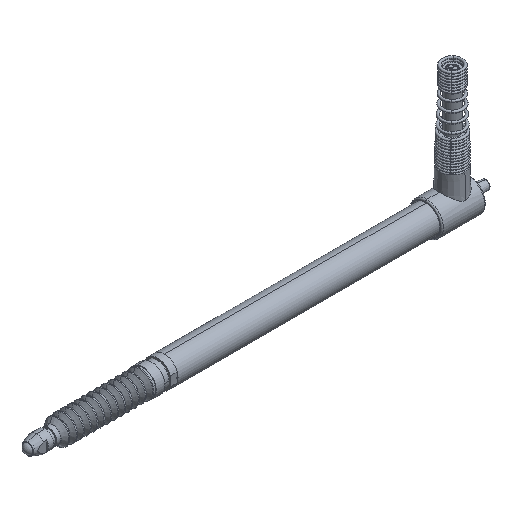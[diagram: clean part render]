
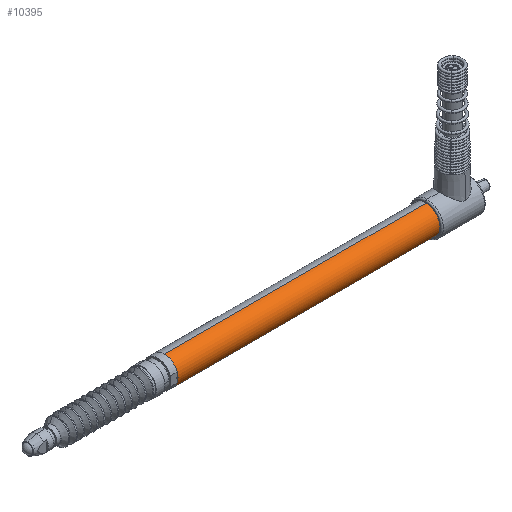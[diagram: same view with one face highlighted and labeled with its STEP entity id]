
A CAD part, isometric view. The second image highlights one B-rep face of the part: STEP entity #10395.
In plain terms, the highlighted cylindrical face has radius 4 mm (diameter 8 mm), a partial arc.
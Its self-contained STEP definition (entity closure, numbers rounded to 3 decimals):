
#89 = CARTESIAN_POINT ( 'NONE',  ( -3.552, 0., 4. ) ) ;
#201 = AXIS2_PLACEMENT_3D ( 'NONE', #5393, #11875, #9749 ) ;
#265 = CARTESIAN_POINT ( 'NONE',  ( -3.552, -3.75, 1.392 ) ) ;
#412 = VECTOR ( 'NONE', #10781, 1000. ) ;
#498 = VECTOR ( 'NONE', #3189, 1000. ) ;
#508 = CARTESIAN_POINT ( 'NONE',  ( -3.552, -3.75, -1.392 ) ) ;
#646 = VERTEX_POINT ( 'NONE', #508 ) ;
#1232 = CARTESIAN_POINT ( 'NONE',  ( -335.793, -3.75, -1.392 ) ) ;
#1620 = FACE_OUTER_BOUND ( 'NONE', #8890, .T. ) ;
#1639 = AXIS2_PLACEMENT_3D ( 'NONE', #12620, #2905, #11428 ) ;
#1690 = EDGE_CURVE ( 'NONE', #3183, #7488, #6295, .T. ) ;
#1713 = DIRECTION ( 'NONE',  ( 0., 0., 1. ) ) ;
#2905 = DIRECTION ( 'NONE',  ( -1., 0., 0. ) ) ;
#3183 = VERTEX_POINT ( 'NONE', #89 ) ;
#3189 = DIRECTION ( 'NONE',  ( -1., 0., 0. ) ) ;
#3204 = CARTESIAN_POINT ( 'NONE',  ( -335.793, 0., 4. ) ) ;
#3417 = VERTEX_POINT ( 'NONE', #9396 ) ;
#3450 = ORIENTED_EDGE ( 'NONE', *, *, #10470, .F. ) ;
#4091 = AXIS2_PLACEMENT_3D ( 'NONE', #8241, #13496, #1713 ) ;
#4121 = ORIENTED_EDGE ( 'NONE', *, *, #11758, .F. ) ;
#4851 = LINE ( 'NONE', #1232, #412 ) ;
#5036 = DIRECTION ( 'NONE',  ( 0., 0., -1. ) ) ;
#5314 = AXIS2_PLACEMENT_3D ( 'NONE', #13878, #12803, #5036 ) ;
#5393 = CARTESIAN_POINT ( 'NONE',  ( -85., 0., 0. ) ) ;
#5801 = ORIENTED_EDGE ( 'NONE', *, *, #10518, .T. ) ;
#6295 = LINE ( 'NONE', #3204, #8138 ) ;
#6301 = CIRCLE ( 'NONE', #201, 4. ) ;
#6547 = CARTESIAN_POINT ( 'NONE',  ( -3.552, 0., -4. ) ) ;
#6614 = EDGE_CURVE ( 'NONE', #13039, #3183, #11373, .T. ) ;
#6858 = ORIENTED_EDGE ( 'NONE', *, *, #8014, .F. ) ;
#6899 = CIRCLE ( 'NONE', #5314, 4. ) ;
#6904 = ORIENTED_EDGE ( 'NONE', *, *, #1690, .T. ) ;
#7379 = VERTEX_POINT ( 'NONE', #11487 ) ;
#7393 = VECTOR ( 'NONE', #7863, 1000. ) ;
#7447 = VERTEX_POINT ( 'NONE', #6547 ) ;
#7488 = VERTEX_POINT ( 'NONE', #10868 ) ;
#7647 = LINE ( 'NONE', #8721, #498 ) ;
#7787 = AXIS2_PLACEMENT_3D ( 'NONE', #9929, #10072, #9006 ) ;
#7863 = DIRECTION ( 'NONE',  ( -1., 0., 0. ) ) ;
#8014 = EDGE_CURVE ( 'NONE', #7447, #7379, #10157, .T. ) ;
#8138 = VECTOR ( 'NONE', #13926, 1000. ) ;
#8241 = CARTESIAN_POINT ( 'NONE',  ( -3.552, 0., 0. ) ) ;
#8721 = CARTESIAN_POINT ( 'NONE',  ( -335.793, -3.75, 1.392 ) ) ;
#8754 = EDGE_CURVE ( 'NONE', #13112, #646, #4851, .T. ) ;
#8890 = EDGE_LOOP ( 'NONE', ( #6858, #5801, #11327, #4121, #3450, #13823, #6904, #9575 ) ) ;
#9006 = DIRECTION ( 'NONE',  ( 0., 0., 1. ) ) ;
#9148 = EDGE_CURVE ( 'NONE', #7379, #7488, #6301, .T. ) ;
#9396 = CARTESIAN_POINT ( 'NONE',  ( -4., -3.75, 1.392 ) ) ;
#9575 = ORIENTED_EDGE ( 'NONE', *, *, #9148, .F. ) ;
#9749 = DIRECTION ( 'NONE',  ( 0., 0., 1. ) ) ;
#9842 = CIRCLE ( 'NONE', #7787, 4. ) ;
#9929 = CARTESIAN_POINT ( 'NONE',  ( -3.552, 0., 0. ) ) ;
#10072 = DIRECTION ( 'NONE',  ( -1., 0., 0. ) ) ;
#10084 = CARTESIAN_POINT ( 'NONE',  ( -335.793, 0., -4. ) ) ;
#10157 = LINE ( 'NONE', #10084, #7393 ) ;
#10395 = ADVANCED_FACE ( 'NONE', ( #1620 ), #13847, .T. ) ;
#10470 = EDGE_CURVE ( 'NONE', #13039, #3417, #7647, .T. ) ;
#10518 = EDGE_CURVE ( 'NONE', #7447, #646, #9842, .T. ) ;
#10781 = DIRECTION ( 'NONE',  ( 1., 0., 0. ) ) ;
#10868 = CARTESIAN_POINT ( 'NONE',  ( -85., 0., 4. ) ) ;
#11327 = ORIENTED_EDGE ( 'NONE', *, *, #8754, .F. ) ;
#11373 = CIRCLE ( 'NONE', #4091, 4. ) ;
#11428 = DIRECTION ( 'NONE',  ( 0., 0., 1. ) ) ;
#11487 = CARTESIAN_POINT ( 'NONE',  ( -85., 0., -4. ) ) ;
#11758 = EDGE_CURVE ( 'NONE', #3417, #13112, #6899, .T. ) ;
#11875 = DIRECTION ( 'NONE',  ( -1., 0., 0. ) ) ;
#12535 = CARTESIAN_POINT ( 'NONE',  ( -4., -3.75, -1.392 ) ) ;
#12620 = CARTESIAN_POINT ( 'NONE',  ( -335.793, 0., 0. ) ) ;
#12803 = DIRECTION ( 'NONE',  ( 1., 0., 0. ) ) ;
#13039 = VERTEX_POINT ( 'NONE', #265 ) ;
#13112 = VERTEX_POINT ( 'NONE', #12535 ) ;
#13496 = DIRECTION ( 'NONE',  ( -1., 0., 0. ) ) ;
#13823 = ORIENTED_EDGE ( 'NONE', *, *, #6614, .T. ) ;
#13847 = CYLINDRICAL_SURFACE ( 'NONE', #1639, 4. ) ;
#13878 = CARTESIAN_POINT ( 'NONE',  ( -4., 0., 0. ) ) ;
#13926 = DIRECTION ( 'NONE',  ( -1., 0., 0. ) ) ;
